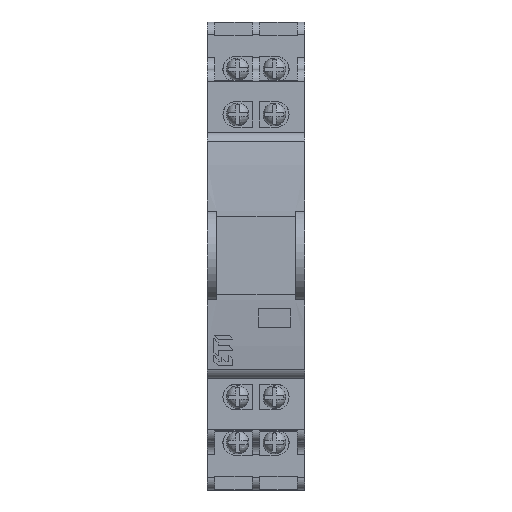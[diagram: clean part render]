
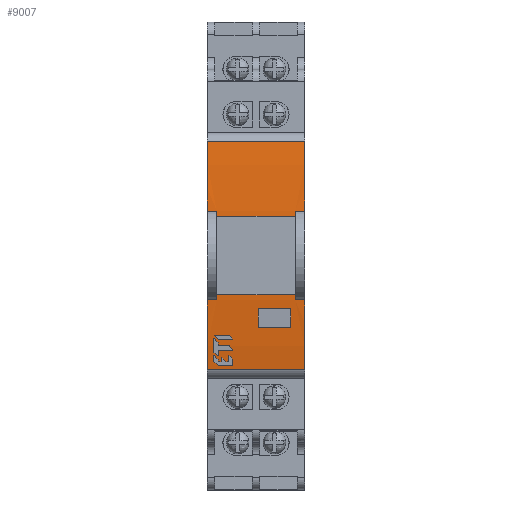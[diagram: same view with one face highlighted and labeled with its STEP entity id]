
A CAD part, top view. The second image highlights one B-rep face of the part: STEP entity #9007.
In plain terms, the highlighted cylindrical face has radius 140.168 mm (diameter 280.337 mm), a partial arc.
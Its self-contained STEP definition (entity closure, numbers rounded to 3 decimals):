
#3936=DIRECTION('',(0.,0.,1.));
#3937=VECTOR('',#3936,1.7);
#3938=CARTESIAN_POINT('',(301.124,126.45,15.8));
#3939=LINE('',#3938,#3937);
#3943=DIRECTION('',(0.,0.,-1.));
#3944=VECTOR('',#3943,17.5);
#3945=CARTESIAN_POINT('',(288.602,125.169,17.5));
#3946=LINE('',#3945,#3944);
#3950=DIRECTION('',(0.,0.,1.));
#3951=VECTOR('',#3950,1.7);
#3952=CARTESIAN_POINT('',(301.124,126.45,
0.));
#3953=LINE('',#3952,#3951);
#3957=DIRECTION('',(0.,0.,-1.));
#3958=VECTOR('',#3957,1.7);
#3959=CARTESIAN_POINT('',(317.094,126.45,1.7));
#3960=LINE('',#3959,#3958);
#3964=CARTESIAN_POINT('',(309.109,-13.491,17.5));
#3965=DIRECTION('',(0.,0.,-1.));
#3966=DIRECTION('',(-0.146,0.989,0.));
#3967=AXIS2_PLACEMENT_3D('',#3964,#3965,#3966);
#3980=CARTESIAN_POINT('',(309.109,-13.491,17.5));
#3981=DIRECTION('',(0.,0.,-1.));
#3982=DIRECTION('',(0.057,0.998,0.));
#3983=AXIS2_PLACEMENT_3D('',#3980,#3981,#3982);
#4147=DIRECTION('',(0.,0.,1.));
#4148=VECTOR('',#4147,1.7);
#4149=CARTESIAN_POINT('',(317.094,126.45,15.8));
#4150=LINE('',#4149,#4148);
#4162=CARTESIAN_POINT('',(309.109,-13.491,15.8));
#4163=DIRECTION('',(0.,0.,-1.));
#4164=DIRECTION('',(-0.057,0.998,0.));
#4165=AXIS2_PLACEMENT_3D('',#4162,#4163,#4164);
#4177=DIRECTION('',(0.,0.,-1.));
#4178=VECTOR('',#4177,17.5);
#4179=CARTESIAN_POINT('',(329.616,125.169,17.5));
#4180=LINE('',#4179,#4178);
#4254=CARTESIAN_POINT('',(309.109,-13.491,
0.));
#4255=DIRECTION('',(0.,0.,1.));
#4256=DIRECTION('',(-0.057,0.998,0.));
#4257=AXIS2_PLACEMENT_3D('',#4254,#4255,#4256);
#4361=CARTESIAN_POINT('',(309.109,-13.491,
0.));
#4362=DIRECTION('',(0.,0.,1.));
#4363=DIRECTION('',(0.146,0.989,0.));
#4364=AXIS2_PLACEMENT_3D('',#4361,#4362,#4363);
#8156=CARTESIAN_POINT('',(309.109,-13.491,1.7));
#8157=DIRECTION('',(0.,0.,1.));
#8158=DIRECTION('',(0.057,0.998,0.));
#8159=AXIS2_PLACEMENT_3D('',#8156,#8157,#8158);
#8164=CARTESIAN_POINT('',(301.124,126.45,
0.));
#8165=CARTESIAN_POINT('',(301.124,126.45,1.7));
#8166=VERTEX_POINT('',#8164);
#8167=VERTEX_POINT('',#8165);
#8168=CARTESIAN_POINT('',(317.094,126.45,
0.));
#8169=VERTEX_POINT('',#8168);
#8170=CARTESIAN_POINT('',(317.094,126.45,1.7));
#8171=VERTEX_POINT('',#8170);
#8172=CARTESIAN_POINT('',(317.094,126.45,17.5));
#8173=CARTESIAN_POINT('',(329.616,125.169,17.5));
#8174=VERTEX_POINT('',#8172);
#8175=VERTEX_POINT('',#8173);
#8176=CARTESIAN_POINT('',(317.094,126.45,15.8));
#8177=VERTEX_POINT('',#8176);
#8178=CARTESIAN_POINT('',(301.124,126.45,15.8));
#8179=VERTEX_POINT('',#8178);
#8180=CARTESIAN_POINT('',(301.124,126.45,17.5));
#8181=VERTEX_POINT('',#8180);
#8182=CARTESIAN_POINT('',(288.602,125.169,17.5));
#8183=VERTEX_POINT('',#8182);
#8184=CARTESIAN_POINT('',(288.602,125.169,
0.));
#8185=VERTEX_POINT('',#8184);
#8186=CARTESIAN_POINT('',(329.616,125.169,
0.));
#8187=VERTEX_POINT('',#8186);
#8978=CARTESIAN_POINT('',(309.109,-13.491,
0.));
#8979=DIRECTION('',(0.,0.,-1.));
#8980=DIRECTION('',(-1.,0.,0.));
#8981=AXIS2_PLACEMENT_3D('',#8978,#8979,#8980);
#8982=CYLINDRICAL_SURFACE('',#8981,140.168);
#8984=ORIENTED_EDGE('',*,*,#8983,.F.);
#8986=ORIENTED_EDGE('',*,*,#8985,.F.);
#8988=ORIENTED_EDGE('',*,*,#8987,.F.);
#8990=ORIENTED_EDGE('',*,*,#8989,.T.);
#8992=ORIENTED_EDGE('',*,*,#8991,.F.);
#8994=ORIENTED_EDGE('',*,*,#8993,.T.);
#8996=ORIENTED_EDGE('',*,*,#8995,.F.);
#8997=ORIENTED_EDGE('',*,*,#8967,.T.);
#8999=ORIENTED_EDGE('',*,*,#8998,.F.);
#9000=ORIENTED_EDGE('',*,*,#8971,.T.);
#9002=ORIENTED_EDGE('',*,*,#9001,.F.);
#9004=ORIENTED_EDGE('',*,*,#9003,.F.);
#9005=EDGE_LOOP('',(#8984,#8986,#8988,#8990,#8992,#8994,#8996,#8997,#8999,#9000,
#9002,#9004));
#9006=FACE_OUTER_BOUND('',#9005,.F.);
#3968=CIRCLE('',#3967,140.168);
#3984=CIRCLE('',#3983,140.168);
#4166=CIRCLE('',#4165,140.168);
#4258=CIRCLE('',#4257,140.168);
#4365=CIRCLE('',#4364,140.168);
#8160=CIRCLE('',#8159,140.168);
#8967=EDGE_CURVE('',#8166,#8167,#3953,.T.);
#8971=EDGE_CURVE('',#8171,#8169,#3960,.T.);
#8983=EDGE_CURVE('',#8174,#8175,#3984,.T.);
#8985=EDGE_CURVE('',#8177,#8174,#4150,.T.);
#8987=EDGE_CURVE('',#8179,#8177,#4166,.T.);
#8989=EDGE_CURVE('',#8179,#8181,#3939,.T.);
#8991=EDGE_CURVE('',#8183,#8181,#3968,.T.);
#8993=EDGE_CURVE('',#8183,#8185,#3946,.T.);
#8995=EDGE_CURVE('',#8166,#8185,#4258,.T.);
#8998=EDGE_CURVE('',#8171,#8167,#8160,.T.);
#9001=EDGE_CURVE('',#8187,#8169,#4365,.T.);
#9003=EDGE_CURVE('',#8175,#8187,#4180,.T.);
#9007=ADVANCED_FACE('',(#9006),#8982,.T.);
